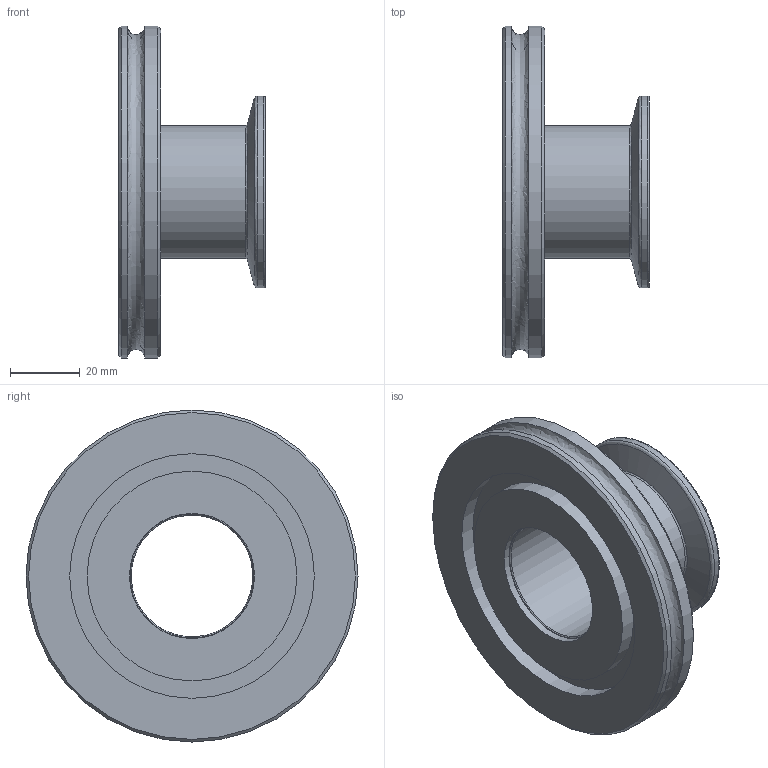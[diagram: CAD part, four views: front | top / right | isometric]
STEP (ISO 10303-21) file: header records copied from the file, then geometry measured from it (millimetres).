
FILE_DESCRIPTION (( 'STEP AP214' ), '1' );
FILE_NAME ('AD1ISOK63KF40 FULLVAC·.STEP', '2019-10-22T14:37:22', ( '' ), ( '' ), 'SwSTEP 2.0', 'SolidWorks 2017', '' );
FILE_SCHEMA (( 'AUTOMOTIVE_DESIGN' ));
Length unit declared in the file: millimetre
Products named in the file (3): AD1ISOK63KF40 FULLVAC·; 1^AD1ISOK63KF40 FULLVAC·; 2^AD1ISOK63KF40 FULLVAC·
Assembly tree (2 placements, depth 2):
  AD1ISOK63KF40 FULLVAC·
    1^AD1ISOK63KF40 FULLVAC·
    2^AD1ISOK63KF40 FULLVAC·
Bounding box: 42 x 95 x 95 mm (x, y, z)
Volume: 72118.6 mm3; surface area: 32391.5 mm2
Topology: 2 solids, 2 shells, 33 faces, 62 edges, 39 vertices
Faces by surface type: cylinder 12, plane 10, bspline 8, cone 3
Full cylindrical faces by diameter (mm): 34.8 x1, 35.8 x1, 38.1 x1, 38.3 x1, 41.2 x1, 55 x1, 60 x1, 70 x1, 77.3 x1, 90 x1, 95 x2
Entity records: 1006 total; most frequent: CARTESIAN_POINT 360, DIRECTION 116, ORIENTED_EDGE 76, EDGE_LOOP 66, AXIS2_PLACEMENT_3D 58, FACE_OUTER_BOUND 53, VERTEX_POINT 38, EDGE_CURVE 38
